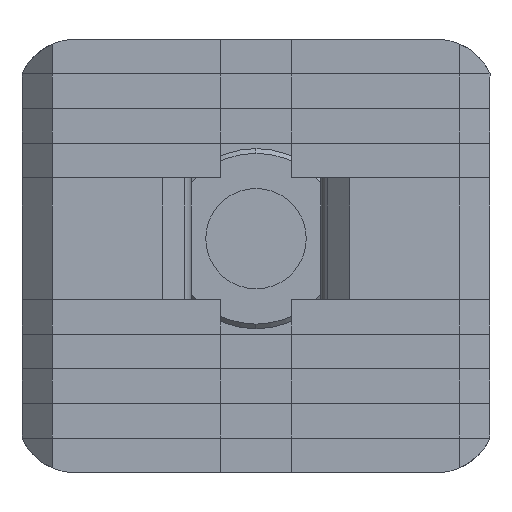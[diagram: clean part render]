
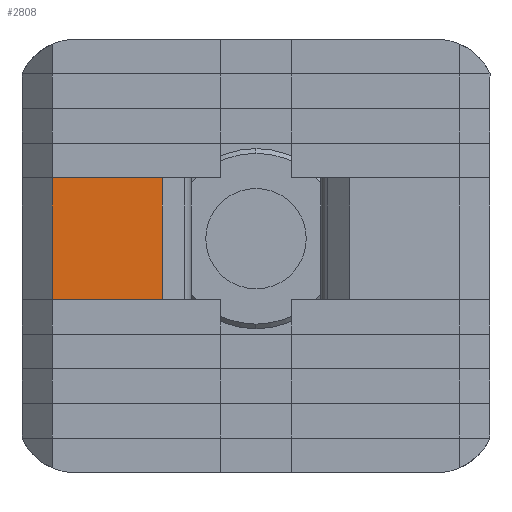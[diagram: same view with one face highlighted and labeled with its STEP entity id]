
A CAD part, front view. The second image highlights one B-rep face of the part: STEP entity #2808.
In plain terms, the highlighted planar face has unit normal (0, -1, 0).
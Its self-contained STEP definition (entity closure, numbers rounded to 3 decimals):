
#103 = DIRECTION ( 'NONE',  ( 0., -1., 0. ) ) ;
#176 = CARTESIAN_POINT ( 'NONE',  ( 2.6, -5.5, -8.7 ) ) ;
#223 = CARTESIAN_POINT ( 'NONE',  ( 2.6, -5.5, -4. ) ) ;
#377 = DIRECTION ( 'NONE',  ( -1., 0., 0. ) ) ;
#434 = FACE_OUTER_BOUND ( 'NONE', #1466, .T. ) ;
#467 = ORIENTED_EDGE ( 'NONE', *, *, #3241, .T. ) ;
#568 = CARTESIAN_POINT ( 'NONE',  ( -2.6, -5.5, -8.7 ) ) ;
#1144 = VECTOR ( 'NONE', #2182, 1000. ) ;
#1465 = DIRECTION ( 'NONE',  ( 1., 0., 0. ) ) ;
#1466 = EDGE_LOOP ( 'NONE', ( #2000, #4143, #467, #3649 ) ) ;
#1484 = CARTESIAN_POINT ( 'NONE',  ( 2.6, -5.5, -8.7 ) ) ;
#1521 = VERTEX_POINT ( 'NONE', #568 ) ;
#1529 = EDGE_CURVE ( 'NONE', #4463, #3872, #1983, .T. ) ;
#1823 = CARTESIAN_POINT ( 'NONE',  ( 2.6, -5.5, 0. ) ) ;
#1983 = LINE ( 'NONE', #3358, #3232 ) ;
#2000 = ORIENTED_EDGE ( 'NONE', *, *, #4356, .F. ) ;
#2182 = DIRECTION ( 'NONE',  ( 0., 0., 1. ) ) ;
#2227 = DIRECTION ( 'NONE',  ( 0., 0., -1. ) ) ;
#2325 = CARTESIAN_POINT ( 'NONE',  ( -2.6, -5.5, 0. ) ) ;
#2719 = EDGE_CURVE ( 'NONE', #1521, #2872, #4279, .T. ) ;
#2808 = ADVANCED_FACE ( 'NONE', ( #434 ), #3236, .T. ) ;
#2872 = VERTEX_POINT ( 'NONE', #176 ) ;
#2904 = LINE ( 'NONE', #2325, #4342 ) ;
#3212 = LINE ( 'NONE', #3529, #1144 ) ;
#3232 = VECTOR ( 'NONE', #377, 1000. ) ;
#3236 = PLANE ( 'NONE',  #4477 ) ;
#3241 = EDGE_CURVE ( 'NONE', #2872, #4463, #3212, .T. ) ;
#3358 = CARTESIAN_POINT ( 'NONE',  ( 2.6, -5.5, -4. ) ) ;
#3529 = CARTESIAN_POINT ( 'NONE',  ( 2.6, -5.5, 0. ) ) ;
#3620 = DIRECTION ( 'NONE',  ( 0., 0., 1. ) ) ;
#3649 = ORIENTED_EDGE ( 'NONE', *, *, #1529, .T. ) ;
#3760 = VECTOR ( 'NONE', #1465, 1000. ) ;
#3872 = VERTEX_POINT ( 'NONE', #4125 ) ;
#4125 = CARTESIAN_POINT ( 'NONE',  ( -2.6, -5.5, -4. ) ) ;
#4143 = ORIENTED_EDGE ( 'NONE', *, *, #2719, .T. ) ;
#4279 = LINE ( 'NONE', #1484, #3760 ) ;
#4342 = VECTOR ( 'NONE', #3620, 1000. ) ;
#4356 = EDGE_CURVE ( 'NONE', #1521, #3872, #2904, .T. ) ;
#4463 = VERTEX_POINT ( 'NONE', #223 ) ;
#4477 = AXIS2_PLACEMENT_3D ( 'NONE', #1823, #103, #2227 ) ;
